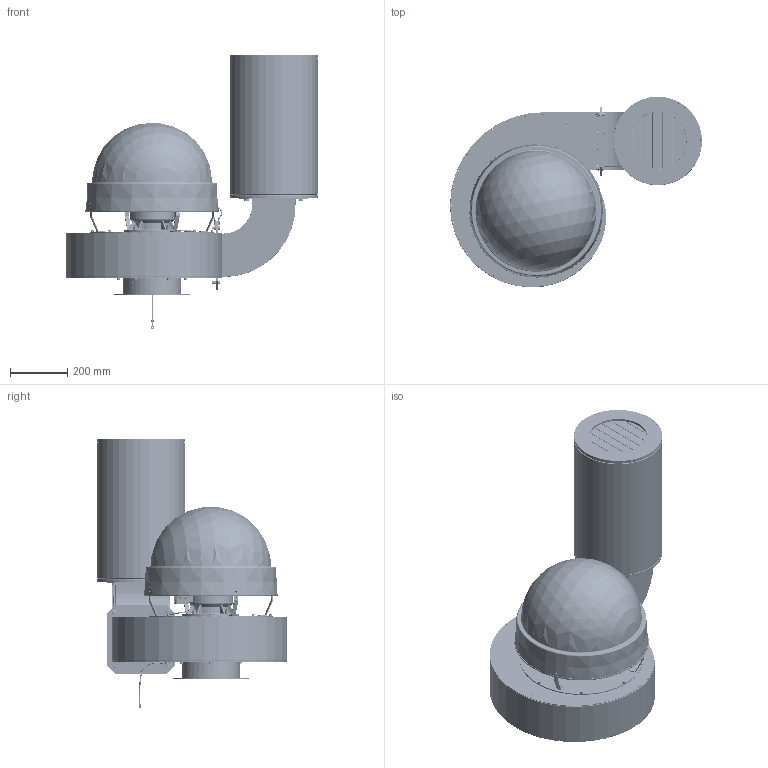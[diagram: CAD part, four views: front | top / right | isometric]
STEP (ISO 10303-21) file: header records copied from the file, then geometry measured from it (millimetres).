
FILE_DESCRIPTION(/* description */ ('3D Część','CAx-IF Rec.Pracs.---Representation and Presentation of Product Manufacturing Information (PMI)---4.0---2014-10-13'),/* implementation_level */ '2;1');
FILE_NAME(/* name */ '888W13 WPA-9-D-N_Ex @ Wylot pionowo.stp',/* time_stamp */ '2022-05-09T13:57:40+02:00',/* author */ ('b.kitowicz'),/* organization */ ('KLIMAWENT S.A.'),/* preprocessor_version */ 'ST-DEVELOPER v18.1',/* originating_system */ 'Autodesk Inventor 2021',/* authorisation */ '');
FILE_SCHEMA (('AP242_MANAGED_MODEL_BASED_3D_ENGINEERING_MIM_LF { 1 0 10303 442 1 1 4 }'));
Length unit declared in the file: millimetre
Products named in the file (1): 888W13 WPA-9-D-N_Ex @ Wylot pionowo
Bounding box: 878.75 x 663.61 x 956.82 mm (x, y, z)
Volume: 29112373.1 mm3; surface area: 5608410.2 mm2
Topology: 30 solids, 30 shells, 7780 faces, 19081 edges, 12240 vertices
Faces by surface type: plane 3775, cylinder 1821, bspline 1339, cone 429, torus 386, sphere 30
Full cylindrical faces by diameter (mm): 2 x78, 2.4 x8, 3 x32, 3.2 x110, 3.3 x103, 3.4 x14, 3.5 x90, 4 x14, 4.3 x8, 4.5 x6, 4.92 x1, 5.5 x6, 6 x37, 6.1 x1, 6.4 x2, 6.5 x129, 6.647 x1, 7 x14, 8 x12, 8.67 x14, 8.88 x14, 9 x14, 10 x8, 10.5 x1, 11 x4, 11.63 x8, 12 x4, 14.63 x4, 15 x1, 16 x9
Entity records: 258653 total; most frequent: CARTESIAN_POINT 72686, ORIENTED_EDGE 38134, DIRECTION 34837, EDGE_CURVE 19067, AXIS2_PLACEMENT_3D 12608, VERTEX_POINT 12268, LINE 9621, VECTOR 9621
